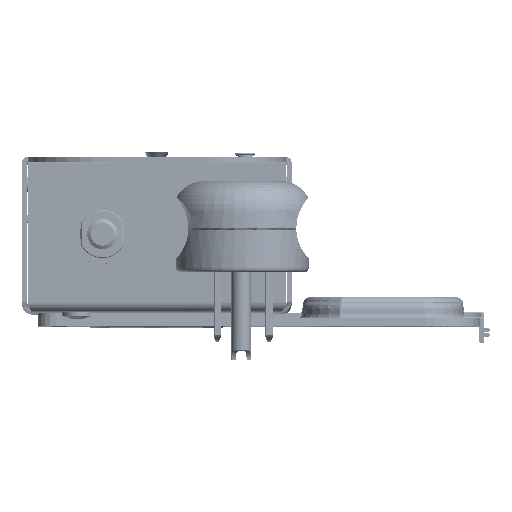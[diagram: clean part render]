
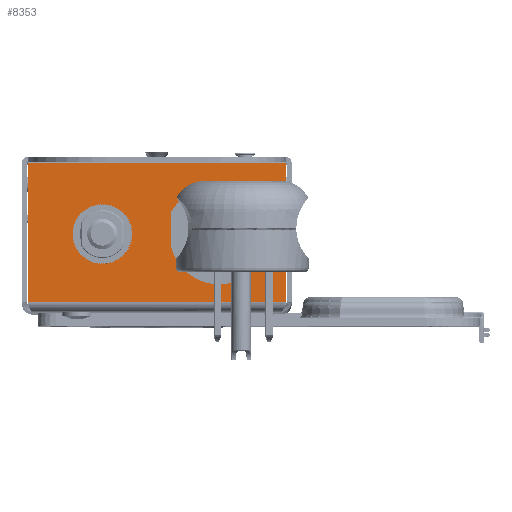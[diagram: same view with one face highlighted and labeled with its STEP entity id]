
A CAD part, top view. The second image highlights one B-rep face of the part: STEP entity #8353.
In plain terms, the highlighted planar face has unit normal (0, 0, 1).
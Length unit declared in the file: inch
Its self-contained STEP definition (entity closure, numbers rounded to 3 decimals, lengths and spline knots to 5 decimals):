
#1652 = EDGE_CURVE ( 'NONE', #40952, #72404, #23961, .T. ) ;
#2533 = CIRCLE ( 'NONE', #106358, 0.43 ) ;
#4202 = DIRECTION ( 'NONE',  ( 0., 0., 1. ) ) ;
#6699 = VERTEX_POINT ( 'NONE', #78662 ) ;
#8221 = ORIENTED_EDGE ( 'NONE', *, *, #190313, .F. ) ;
#8353 = ADVANCED_FACE ( 'NONE', ( #37409, #103414, #133961 ), #117674, .T. ) ;
#11014 = CARTESIAN_POINT ( 'NONE',  ( 3.9325, 2.92162, 12.32592 ) ) ;
#11280 = CARTESIAN_POINT ( 'NONE',  ( 2.35387, 3.46989, 12.32592 ) ) ;
#12374 = VECTOR ( 'NONE', #16213, 39.37008 ) ;
#12664 = CARTESIAN_POINT ( 'NONE',  ( 3.87763, 4.25602, 12.32592 ) ) ;
#13309 = CIRCLE ( 'NONE', #114051, 0.43 ) ;
#15903 = DIRECTION ( 'NONE',  ( 0., -1., 0. ) ) ;
#16213 = DIRECTION ( 'NONE',  ( 0., -1., 0. ) ) ;
#16268 = LINE ( 'NONE', #127116, #111441 ) ;
#17413 = CARTESIAN_POINT ( 'NONE',  ( 2.85987, 3.36792, 12.32592 ) ) ;
#19241 = CARTESIAN_POINT ( 'NONE',  ( 2.85987, 2.87162, 12.32592 ) ) ;
#21330 = CARTESIAN_POINT ( 'NONE',  ( 1.38737, 2.87162, 12.32592 ) ) ;
#23961 = LINE ( 'NONE', #117478, #58769 ) ;
#27268 = ORIENTED_EDGE ( 'NONE', *, *, #1652, .F. ) ;
#28488 = VECTOR ( 'NONE', #66128, 39.37008 ) ;
#32573 = DIRECTION ( 'NONE',  ( 0., 1., 0. ) ) ;
#37409 = FACE_BOUND ( 'NONE', #94373, .T. ) ;
#40952 = VERTEX_POINT ( 'NONE', #11280 ) ;
#43375 = CARTESIAN_POINT ( 'NONE',  ( 2.85987, 3.77971, 12.32592 ) ) ;
#45397 = CARTESIAN_POINT ( 'NONE',  ( 1.38737, 2.92162, 12.32592 ) ) ;
#47460 = CARTESIAN_POINT ( 'NONE',  ( 2.13737, 3.57382, 12.32592 ) ) ;
#47883 = EDGE_CURVE ( 'NONE', #153036, #76375, #155531, .T. ) ;
#49607 = CARTESIAN_POINT ( 'NONE',  ( 3.87763, 2.92162, 12.32592 ) ) ;
#50525 = EDGE_CURVE ( 'NONE', #65900, #188620, #179472, .T. ) ;
#54126 = AXIS2_PLACEMENT_3D ( 'NONE', #47460, #62742, #15903 ) ;
#55806 = DIRECTION ( 'NONE',  ( 1., 0., 0. ) ) ;
#56869 = VERTEX_POINT ( 'NONE', #198484 ) ;
#58769 = VECTOR ( 'NONE', #131773, 39.37008 ) ;
#60033 = ORIENTED_EDGE ( 'NONE', *, *, #164000, .F. ) ;
#62742 = DIRECTION ( 'NONE',  ( 0., 0., 1. ) ) ;
#62923 = CARTESIAN_POINT ( 'NONE',  ( 3.61487, 3.77971, 12.32592 ) ) ;
#65900 = VERTEX_POINT ( 'NONE', #98758 ) ;
#66128 = DIRECTION ( 'NONE',  ( 0., -1., 0. ) ) ;
#72404 = VERTEX_POINT ( 'NONE', #99796 ) ;
#76375 = VERTEX_POINT ( 'NONE', #17413 ) ;
#76999 = EDGE_CURVE ( 'NONE', #188620, #40952, #180834, .T. ) ;
#78662 = CARTESIAN_POINT ( 'NONE',  ( 3.87763, 4.25602, 12.32592 ) ) ;
#81370 = EDGE_CURVE ( 'NONE', #6699, #84671, #190411, .T. ) ;
#83113 = VECTOR ( 'NONE', #177474, 39.37008 ) ;
#83915 = CARTESIAN_POINT ( 'NONE',  ( 1.92087, 2.87162, 12.32592 ) ) ;
#84241 = ORIENTED_EDGE ( 'NONE', *, *, #47883, .F. ) ;
#84382 = EDGE_CURVE ( 'NONE', #168989, #84671, #150325, .T. ) ;
#84671 = VERTEX_POINT ( 'NONE', #49607 ) ;
#86159 = DIRECTION ( 'NONE',  ( 0., -1., 0. ) ) ;
#87899 = DIRECTION ( 'NONE',  ( 0., 0., 1. ) ) ;
#91039 = ORIENTED_EDGE ( 'NONE', *, *, #84382, .T. ) ;
#94373 = EDGE_LOOP ( 'NONE', ( #191179, #191744, #137033, #27268 ) ) ;
#95899 = EDGE_CURVE ( 'NONE', #56869, #152485, #16268, .T. ) ;
#98758 = CARTESIAN_POINT ( 'NONE',  ( 1.92087, 3.67774, 12.32592 ) ) ;
#99428 = CARTESIAN_POINT ( 'NONE',  ( 3.9325, 2.87162, 12.32592 ) ) ;
#99796 = CARTESIAN_POINT ( 'NONE',  ( 2.35387, 3.67774, 12.32592 ) ) ;
#102133 = DIRECTION ( 'NONE',  ( 0., -1., 0. ) ) ;
#102436 = ORIENTED_EDGE ( 'NONE', *, *, #81370, .F. ) ;
#103414 = FACE_BOUND ( 'NONE', #200996, .T. ) ;
#104195 = DIRECTION ( 'NONE',  ( -1., 0., 0. ) ) ;
#105151 = AXIS2_PLACEMENT_3D ( 'NONE', #99428, #197019, #86159 ) ;
#106358 = AXIS2_PLACEMENT_3D ( 'NONE', #179449, #87899, #102133 ) ;
#111441 = VECTOR ( 'NONE', #32573, 39.37008 ) ;
#114051 = AXIS2_PLACEMENT_3D ( 'NONE', #141409, #129151, #172949 ) ;
#115045 = CARTESIAN_POINT ( 'NONE',  ( 3.87763, 2.87162, 12.32592 ) ) ;
#117478 = CARTESIAN_POINT ( 'NONE',  ( 2.35387, 2.87162, 12.32592 ) ) ;
#117674 = PLANE ( 'NONE',  #105151 ) ;
#118653 = EDGE_LOOP ( 'NONE', ( #102436, #200025, #152463, #91039 ) ) ;
#123303 = EDGE_CURVE ( 'NONE', #6699, #178973, #181498, .T. ) ;
#127116 = CARTESIAN_POINT ( 'NONE',  ( 3.61487, 2.87162, 12.32592 ) ) ;
#129151 = DIRECTION ( 'NONE',  ( 0., 0., 1. ) ) ;
#130068 = VECTOR ( 'NONE', #162859, 39.37008 ) ;
#131773 = DIRECTION ( 'NONE',  ( 0., 1., 0. ) ) ;
#133210 = ORIENTED_EDGE ( 'NONE', *, *, #95899, .F. ) ;
#133801 = CARTESIAN_POINT ( 'NONE',  ( 1.38737, 4.25602, 12.32592 ) ) ;
#133961 = FACE_OUTER_BOUND ( 'NONE', #118653, .T. ) ;
#133988 = EDGE_CURVE ( 'NONE', #72404, #65900, #141128, .T. ) ;
#137033 = ORIENTED_EDGE ( 'NONE', *, *, #133988, .F. ) ;
#141128 = CIRCLE ( 'NONE', #193125, 0.24015 ) ;
#141409 = CARTESIAN_POINT ( 'NONE',  ( 3.23737, 3.57382, 12.32592 ) ) ;
#150325 = LINE ( 'NONE', #11014, #185382 ) ;
#151051 = CARTESIAN_POINT ( 'NONE',  ( 1.92087, 3.46989, 12.32592 ) ) ;
#152463 = ORIENTED_EDGE ( 'NONE', *, *, #180884, .T. ) ;
#152485 = VERTEX_POINT ( 'NONE', #62923 ) ;
#153036 = VERTEX_POINT ( 'NONE', #43375 ) ;
#155531 = LINE ( 'NONE', #19241, #12374 ) ;
#161644 = LINE ( 'NONE', #21330, #28488 ) ;
#162818 = CARTESIAN_POINT ( 'NONE',  ( 2.13737, 3.57382, 12.32592 ) ) ;
#162859 = DIRECTION ( 'NONE',  ( 0., -1., 0. ) ) ;
#164000 = EDGE_CURVE ( 'NONE', #76375, #56869, #2533, .T. ) ;
#165403 = VECTOR ( 'NONE', #104195, 39.37008 ) ;
#168989 = VERTEX_POINT ( 'NONE', #45397 ) ;
#172949 = DIRECTION ( 'NONE',  ( 0., -1., 0. ) ) ;
#177474 = DIRECTION ( 'NONE',  ( 0., -1., 0. ) ) ;
#178973 = VERTEX_POINT ( 'NONE', #133801 ) ;
#179449 = CARTESIAN_POINT ( 'NONE',  ( 3.23737, 3.57382, 12.32592 ) ) ;
#179472 = LINE ( 'NONE', #83915, #83113 ) ;
#180834 = CIRCLE ( 'NONE', #54126, 0.24015 ) ;
#180884 = EDGE_CURVE ( 'NONE', #178973, #168989, #161644, .T. ) ;
#181498 = LINE ( 'NONE', #12664, #165403 ) ;
#185382 = VECTOR ( 'NONE', #55806, 39.37008 ) ;
#188620 = VERTEX_POINT ( 'NONE', #151051 ) ;
#190313 = EDGE_CURVE ( 'NONE', #152485, #153036, #13309, .T. ) ;
#190411 = LINE ( 'NONE', #115045, #130068 ) ;
#191179 = ORIENTED_EDGE ( 'NONE', *, *, #76999, .F. ) ;
#191744 = ORIENTED_EDGE ( 'NONE', *, *, #50525, .F. ) ;
#192364 = DIRECTION ( 'NONE',  ( 0., -1., 0. ) ) ;
#193125 = AXIS2_PLACEMENT_3D ( 'NONE', #162818, #4202, #192364 ) ;
#197019 = DIRECTION ( 'NONE',  ( 0., 0., 1. ) ) ;
#198484 = CARTESIAN_POINT ( 'NONE',  ( 3.61487, 3.36792, 12.32592 ) ) ;
#200025 = ORIENTED_EDGE ( 'NONE', *, *, #123303, .T. ) ;
#200996 = EDGE_LOOP ( 'NONE', ( #60033, #84241, #8221, #133210 ) ) ;
